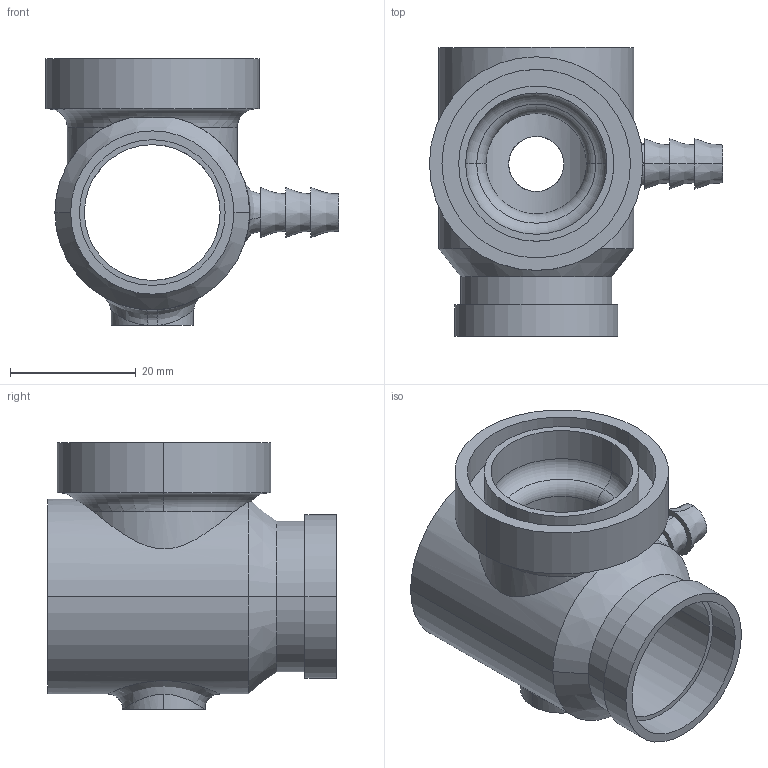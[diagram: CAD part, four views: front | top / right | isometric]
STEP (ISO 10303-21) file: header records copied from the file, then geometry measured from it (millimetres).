
FILE_DESCRIPTION (( 'STEP AP214' ), '1' );
FILE_NAME ('flow_mount_final.STEP', '2020-03-26T21:10:44', ( '' ), ( '' ), 'SwSTEP 2.0', 'SolidWorks 2016', '' );
FILE_SCHEMA (( 'AUTOMOTIVE_DESIGN' ));
Length unit declared in the file: millimetre
Products named in the file (1): flow_mount_final
Bounding box: 46.65 x 45.95 x 42.47 mm (x, y, z)
Volume: 16504 mm3; surface area: 11985.2 mm2
Topology: 1 solids, 1 shells, 70 faces, 158 edges, 99 vertices
Faces by surface type: cylinder 34, plane 14, bspline 12, torus 6, cone 4
Entity records: 3326 total; most frequent: CARTESIAN_POINT 1746, DIRECTION 328, ORIENTED_EDGE 316, EDGE_CURVE 158, AXIS2_PLACEMENT_3D 147, VERTEX_POINT 99, CIRCLE 88, EDGE_LOOP 87
